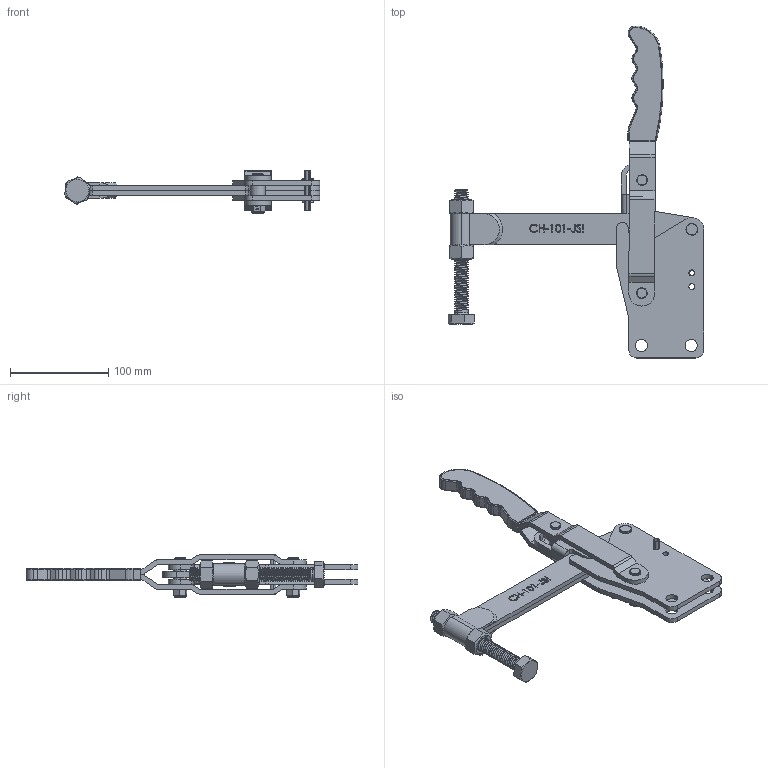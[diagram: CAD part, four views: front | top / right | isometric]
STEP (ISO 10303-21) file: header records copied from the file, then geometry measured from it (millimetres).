
FILE_DESCRIPTION (( 'STEP AP203' ), '1' );
FILE_NAME ('CH-101-JSI.STEP', '2010-06-04T08:03:36', ( '微软用户' ), ( '微软中国' ), 'SwSTEP 2.0', 'SolidWorks 2008', '' );
FILE_SCHEMA (( 'CONFIG_CONTROL_DESIGN' ));
Products named in the file (14): CH-101-J-07_默认; CH-10247-08_默认; CH-10247-09_默认; CH-101-J-11_默认; CH-SA-58500 NUT_默认; CH-101-JSI; CH-101-JSB-01 STRAIGHT BASE_默认; CH-101-J-03 HANDLE_默认; CH-101-J-04 CONNECTING-PLATE_默认; CH-SA-58500 SPINDLE SUPPLIED_默认; CH-10247-05_默认; CH-101-J-06_默认; 3-8-16 LOCK NUT_默认; CH-101-JSI-02 SOLID BAR_默认<按加工>
Assembly tree (18 placements, depth 2):
  CH-101-JSI
    CH-10247-08_默认  x2
    CH-101-J-06_默认  x2
    3-8-16 LOCK NUT_默认  x2
    CH-101-J-11_默认  x2
    CH-SA-58500 NUT_默认  x2
    CH-SA-58500 SPINDLE SUPPLIED_默认
    CH-10247-05_默认
    CH-101-J-04 CONNECTING-PLATE_默认
    CH-101-JSI-02 SOLID BAR_默认<按加工>
    CH-101-J-03 HANDLE_默认
    CH-101-JSB-01 STRAIGHT BASE_默认
    CH-10247-09_默认
    CH-101-J-07_默认
Bounding box: 260.23 x 338.42 x 43 mm (x, y, z)
Volume: 331961.7 mm3; surface area: 162818 mm2
Topology: 23 solids, 23 shells, 1037 faces, 2775 edges, 1816 vertices
Faces by surface type: cylinder 396, plane 334, bspline 184, cone 81, torus 40, sphere 2
Entity records: 43430 total; most frequent: CARTESIAN_POINT 20236, ORIENTED_EDGE 4968, DIRECTION 3858, EDGE_CURVE 2484, VERTEX_POINT 1629, AXIS2_PLACEMENT_3D 1307, VECTOR 1244, LINE 1244
